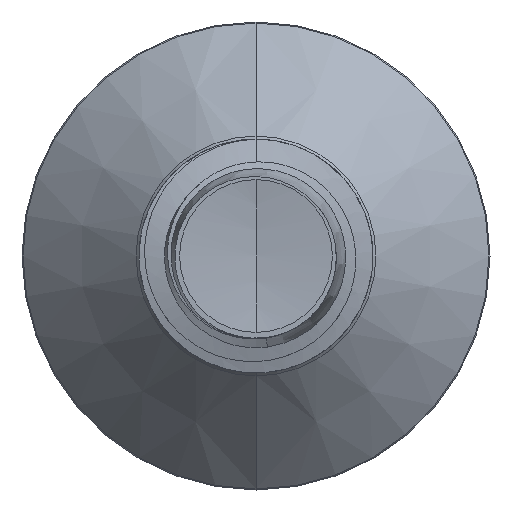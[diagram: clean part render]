
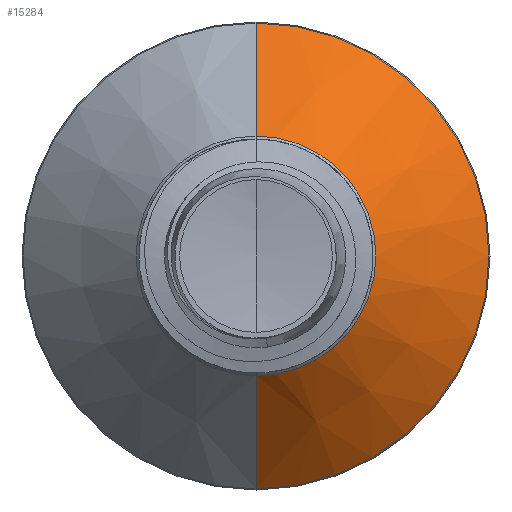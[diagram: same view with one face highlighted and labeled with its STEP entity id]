
A CAD part, front view. The second image highlights one B-rep face of the part: STEP entity #15284.
In plain terms, the highlighted conical face has half-angle 45 degrees and reference radius 2.563 mm.
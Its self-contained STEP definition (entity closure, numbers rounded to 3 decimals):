
#528 = ORIENTED_EDGE ( 'NONE', *, *, #14858, .T. ) ;
#1101 = DIRECTION ( 'NONE',  ( 0., 0.707, 0.707 ) ) ;
#1318 = ORIENTED_EDGE ( 'NONE', *, *, #9059, .F. ) ;
#1543 = CARTESIAN_POINT ( 'NONE',  ( 0., 10.228, -4.978 ) ) ;
#2051 = CARTESIAN_POINT ( 'NONE',  ( 0., 7.813, 2.563 ) ) ;
#2771 = CARTESIAN_POINT ( 'NONE',  ( 0., 7.813, 0. ) ) ;
#3097 = LINE ( 'NONE', #2051, #12771 ) ;
#3102 = AXIS2_PLACEMENT_3D ( 'NONE', #4562, #4553, #4530 ) ;
#4530 = DIRECTION ( 'NONE',  ( 0., 0., 1. ) ) ;
#4553 = DIRECTION ( 'NONE',  ( 0., 1., 0. ) ) ;
#4562 = CARTESIAN_POINT ( 'NONE',  ( 0., 10.228, 0. ) ) ;
#4635 = CIRCLE ( 'NONE', #3102, 4.978 ) ;
#4704 = CARTESIAN_POINT ( 'NONE',  ( 0., 7.813, 2.563 ) ) ;
#5189 = DIRECTION ( 'NONE',  ( 0., 0., 1. ) ) ;
#6083 = VERTEX_POINT ( 'NONE', #1543 ) ;
#6745 = CARTESIAN_POINT ( 'NONE',  ( 0., 7.813, -2.563 ) ) ;
#7251 = VERTEX_POINT ( 'NONE', #19919 ) ;
#8381 = EDGE_CURVE ( 'NONE', #7251, #6083, #4635, .T. ) ;
#8666 = CIRCLE ( 'NONE', #20983, 2.563 ) ;
#9059 = EDGE_CURVE ( 'NONE', #20033, #7251, #3097, .T. ) ;
#9280 = CARTESIAN_POINT ( 'NONE',  ( 0., 7.813, 0. ) ) ;
#10801 = AXIS2_PLACEMENT_3D ( 'NONE', #9280, #16458, #12215 ) ;
#10820 = ORIENTED_EDGE ( 'NONE', *, *, #13443, .T. ) ;
#10970 = VECTOR ( 'NONE', #18313, 1000. ) ;
#12215 = DIRECTION ( 'NONE',  ( 0., 0., 1. ) ) ;
#12690 = CONICAL_SURFACE ( 'NONE', #10801, 2.563, 0.785 ) ;
#12771 = VECTOR ( 'NONE', #1101, 1000. ) ;
#13443 = EDGE_CURVE ( 'NONE', #15225, #6083, #17937, .T. ) ;
#14517 = DIRECTION ( 'NONE',  ( 0., 1., 0. ) ) ;
#14858 = EDGE_CURVE ( 'NONE', #20033, #15225, #8666, .T. ) ;
#15225 = VERTEX_POINT ( 'NONE', #16399 ) ;
#15284 = ADVANCED_FACE ( 'NONE', ( #15945 ), #12690, .T. ) ;
#15945 = FACE_OUTER_BOUND ( 'NONE', #20530, .T. ) ;
#16399 = CARTESIAN_POINT ( 'NONE',  ( 0., 7.813, -2.563 ) ) ;
#16458 = DIRECTION ( 'NONE',  ( 0., 1., 0. ) ) ;
#17937 = LINE ( 'NONE', #6745, #10970 ) ;
#18220 = ORIENTED_EDGE ( 'NONE', *, *, #8381, .F. ) ;
#18313 = DIRECTION ( 'NONE',  ( 0., 0.707, -0.707 ) ) ;
#19919 = CARTESIAN_POINT ( 'NONE',  ( 0., 10.228, 4.978 ) ) ;
#20033 = VERTEX_POINT ( 'NONE', #4704 ) ;
#20530 = EDGE_LOOP ( 'NONE', ( #528, #10820, #18220, #1318 ) ) ;
#20983 = AXIS2_PLACEMENT_3D ( 'NONE', #2771, #14517, #5189 ) ;
